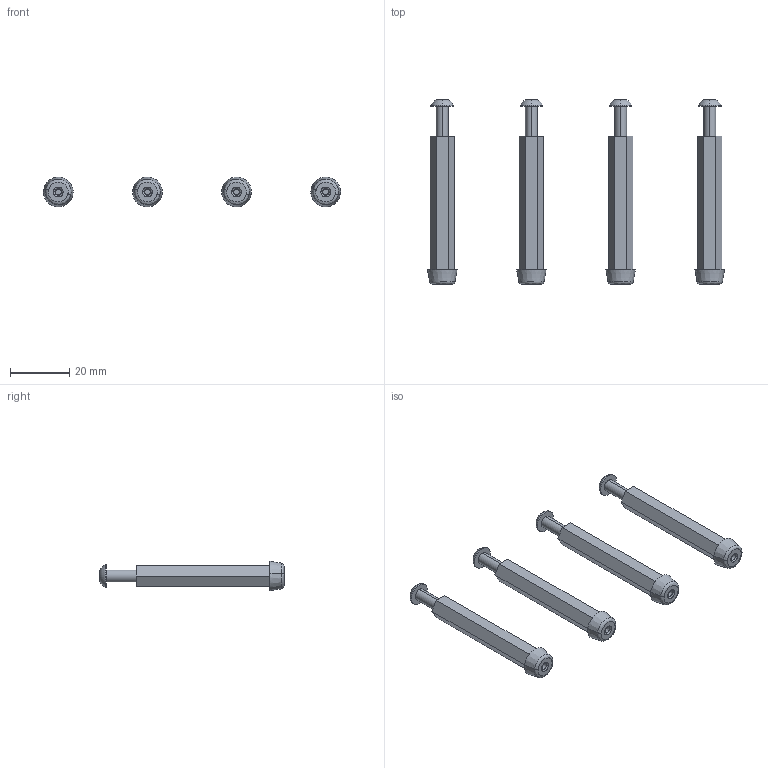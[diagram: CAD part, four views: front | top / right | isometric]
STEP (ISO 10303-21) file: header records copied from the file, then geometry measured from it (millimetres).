
FILE_DESCRIPTION (( 'STEP AP214' ), '1' );
FILE_NAME ('51860~0.STEP', '2019-11-05T08:14:39', ( '' ), ( '' ), 'SwSTEP 2.0', 'SolidWorks 2018', '' );
FILE_SCHEMA (( 'AUTOMOTIVE_DESIGN' ));
Length unit declared in the file: millimetre
Products named in the file (5): ISO7380~n_M04,0x012; 26695~0; 51864~0_S; 51860~0; 40893~0_S
Assembly tree (13 placements, depth 3):
  51860~0
    ISO7380~n_M04,0x012  x4
    51864~0_S  x4
      26695~0
    40893~0_S  x4
Bounding box: 100 x 62 x 10 mm (x, y, z)
Volume: 8738.3 mm3; surface area: 9484 mm2
Topology: 20 solids, 20 shells, 924 faces, 2308 edges, 1400 vertices
Faces by surface type: cylinder 388, bspline 268, plane 164, cone 96, torus 8
Entity records: 10826 total; most frequent: CARTESIAN_POINT 3548, ORIENTED_EDGE 1126, DIRECTION 1029, EDGE_CURVE 563, AXIS2_PLACEMENT_3D 425, VERTEX_POINT 350, CIRCLE 244, EDGE_LOOP 243
